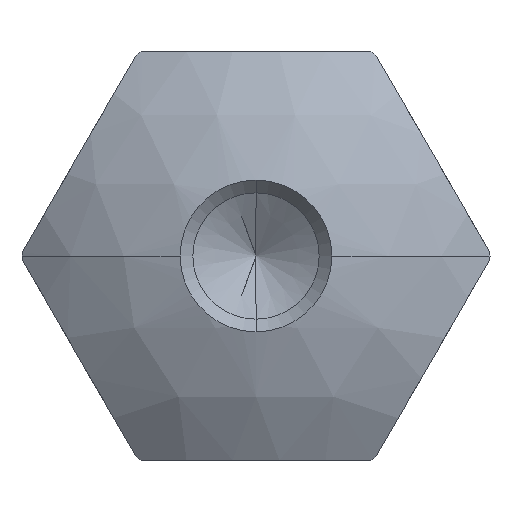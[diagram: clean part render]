
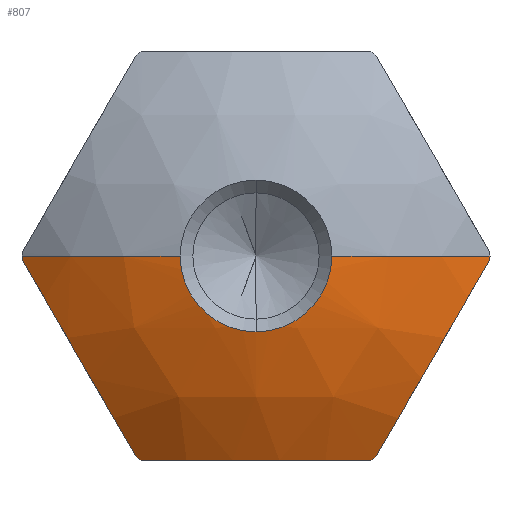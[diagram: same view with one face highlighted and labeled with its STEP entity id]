
A CAD part, front view. The second image highlights one B-rep face of the part: STEP entity #807.
In plain terms, the highlighted spherical face has radius 20 mm.
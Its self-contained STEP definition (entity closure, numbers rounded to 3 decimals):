
#20 = DIRECTION ( 'NONE',  ( 1., 0., 0. ) ) ;
#25 = CARTESIAN_POINT ( 'NONE',  ( 0., 2.596, -11. ) ) ;
#38 = VERTEX_POINT ( 'NONE', #748 ) ;
#49 = EDGE_CURVE ( 'NONE', #88, #463, #1269, .T. ) ;
#57 = AXIS2_PLACEMENT_3D ( 'NONE', #488, #1162, #592 ) ;
#88 = VERTEX_POINT ( 'NONE', #810 ) ;
#107 = DIRECTION ( 'NONE',  ( 0., 0., -1. ) ) ;
#143 = VERTEX_POINT ( 'NONE', #713 ) ;
#144 = CIRCLE ( 'NONE', #600, 4.083 ) ;
#159 = EDGE_CURVE ( 'NONE', #687, #605, #196, .T. ) ;
#160 = CARTESIAN_POINT ( 'NONE',  ( 0., -12.936, 0. ) ) ;
#165 = VERTEX_POINT ( 'NONE', #420 ) ;
#166 = CARTESIAN_POINT ( 'NONE',  ( 12.6, -12.936, 0. ) ) ;
#183 = CARTESIAN_POINT ( 'NONE',  ( -4.083, -16.983, 0. ) ) ;
#196 = CIRCLE ( 'NONE', #1013, 20. ) ;
#208 = ORIENTED_EDGE ( 'NONE', *, *, #49, .T. ) ;
#219 = DIRECTION ( 'NONE',  ( -1., 0., 0. ) ) ;
#224 = DIRECTION ( 'NONE',  ( 0., 0., -1. ) ) ;
#252 = CIRCLE ( 'NONE', #495, 12.6 ) ;
#264 = DIRECTION ( 'NONE',  ( 0., 0., -1. ) ) ;
#275 = ORIENTED_EDGE ( 'NONE', *, *, #353, .F. ) ;
#301 = CARTESIAN_POINT ( 'NONE',  ( 0., 2.596, 0. ) ) ;
#326 = EDGE_CURVE ( 'NONE', #504, #463, #681, .T. ) ;
#353 = EDGE_CURVE ( 'NONE', #664, #897, #937, .T. ) ;
#376 = CARTESIAN_POINT ( 'NONE',  ( -9.526, 2.596, -5.5 ) ) ;
#381 = CARTESIAN_POINT ( 'NONE',  ( 6.145, -12.936, -11. ) ) ;
#391 = DIRECTION ( 'NONE',  ( 0., 1., 0. ) ) ;
#398 = CARTESIAN_POINT ( 'NONE',  ( 0., -16.983, 0. ) ) ;
#407 = AXIS2_PLACEMENT_3D ( 'NONE', #1065, #1159, #1250 ) ;
#420 = CARTESIAN_POINT ( 'NONE',  ( -12.599, -12.936, -0.178 ) ) ;
#423 = ORIENTED_EDGE ( 'NONE', *, *, #841, .T. ) ;
#432 = FACE_OUTER_BOUND ( 'NONE', #747, .T. ) ;
#463 = VERTEX_POINT ( 'NONE', #662 ) ;
#471 = DIRECTION ( 'NONE',  ( -0.5, 0., 0.866 ) ) ;
#488 = CARTESIAN_POINT ( 'NONE',  ( 9.526, 2.596, -5.5 ) ) ;
#493 = AXIS2_PLACEMENT_3D ( 'NONE', #376, #1052, #471 ) ;
#495 = AXIS2_PLACEMENT_3D ( 'NONE', #1273, #722, #107 ) ;
#497 = DIRECTION ( 'NONE',  ( 0., 0., 1. ) ) ;
#501 = EDGE_CURVE ( 'NONE', #605, #38, #144, .T. ) ;
#503 = CARTESIAN_POINT ( 'NONE',  ( 12.599, -12.936, -0.178 ) ) ;
#504 = VERTEX_POINT ( 'NONE', #381 ) ;
#506 = CIRCLE ( 'NONE', #898, 12.6 ) ;
#529 = EDGE_CURVE ( 'NONE', #504, #143, #252, .T. ) ;
#539 = CIRCLE ( 'NONE', #493, 16.703 ) ;
#562 = ORIENTED_EDGE ( 'NONE', *, *, #622, .T. ) ;
#580 = CARTESIAN_POINT ( 'NONE',  ( 0., -12.936, 0. ) ) ;
#591 = ORIENTED_EDGE ( 'NONE', *, *, #738, .F. ) ;
#592 = DIRECTION ( 'NONE',  ( -0.5, 0., -0.866 ) ) ;
#600 = AXIS2_PLACEMENT_3D ( 'NONE', #980, #391, #1064 ) ;
#604 = AXIS2_PLACEMENT_3D ( 'NONE', #398, #1075, #497 ) ;
#605 = VERTEX_POINT ( 'NONE', #1044 ) ;
#622 = EDGE_CURVE ( 'NONE', #664, #165, #857, .T. ) ;
#623 = ORIENTED_EDGE ( 'NONE', *, *, #1006, .F. ) ;
#628 = AXIS2_PLACEMENT_3D ( 'NONE', #25, #1097, #640 ) ;
#635 = DIRECTION ( 'NONE',  ( 0., 0., 1. ) ) ;
#640 = DIRECTION ( 'NONE',  ( -1., 0., 0. ) ) ;
#662 = CARTESIAN_POINT ( 'NONE',  ( -6.145, -12.936, -11. ) ) ;
#664 = VERTEX_POINT ( 'NONE', #777 ) ;
#676 = CIRCLE ( 'NONE', #604, 4.083 ) ;
#681 = CIRCLE ( 'NONE', #628, 16.703 ) ;
#687 = VERTEX_POINT ( 'NONE', #166 ) ;
#689 = DIRECTION ( 'NONE',  ( 0., 0., -1. ) ) ;
#705 = AXIS2_PLACEMENT_3D ( 'NONE', #1195, #635, #20 ) ;
#711 = SPHERICAL_SURFACE ( 'NONE', #407, 20. ) ;
#713 = CARTESIAN_POINT ( 'NONE',  ( 6.454, -12.936, -10.822 ) ) ;
#722 = DIRECTION ( 'NONE',  ( 0., -1., 0. ) ) ;
#738 = EDGE_CURVE ( 'NONE', #930, #143, #1253, .T. ) ;
#747 = EDGE_LOOP ( 'NONE', ( #774, #1265, #1154, #423, #275, #562, #623, #208, #1141, #1251, #591 ) ) ;
#748 = CARTESIAN_POINT ( 'NONE',  ( 0., -16.983, -4.083 ) ) ;
#774 = ORIENTED_EDGE ( 'NONE', *, *, #1046, .T. ) ;
#777 = CARTESIAN_POINT ( 'NONE',  ( -12.6, -12.936, 0. ) ) ;
#807 = ADVANCED_FACE ( 'NONE', ( #432 ), #711, .T. ) ;
#810 = CARTESIAN_POINT ( 'NONE',  ( -6.454, -12.936, -10.822 ) ) ;
#815 = DIRECTION ( 'NONE',  ( 0., -1., 0. ) ) ;
#841 = EDGE_CURVE ( 'NONE', #38, #897, #676, .T. ) ;
#857 = CIRCLE ( 'NONE', #1015, 12.6 ) ;
#876 = DIRECTION ( 'NONE',  ( 0., -1., 0. ) ) ;
#897 = VERTEX_POINT ( 'NONE', #183 ) ;
#898 = AXIS2_PLACEMENT_3D ( 'NONE', #580, #1242, #689 ) ;
#900 = AXIS2_PLACEMENT_3D ( 'NONE', #1001, #815, #913 ) ;
#913 = DIRECTION ( 'NONE',  ( 0., 0., -1. ) ) ;
#930 = VERTEX_POINT ( 'NONE', #503 ) ;
#937 = CIRCLE ( 'NONE', #705, 20. ) ;
#980 = CARTESIAN_POINT ( 'NONE',  ( 0., -16.983, 0. ) ) ;
#1001 = CARTESIAN_POINT ( 'NONE',  ( 0., -12.936, 0. ) ) ;
#1006 = EDGE_CURVE ( 'NONE', #88, #165, #539, .T. ) ;
#1013 = AXIS2_PLACEMENT_3D ( 'NONE', #301, #224, #219 ) ;
#1015 = AXIS2_PLACEMENT_3D ( 'NONE', #160, #876, #264 ) ;
#1044 = CARTESIAN_POINT ( 'NONE',  ( 4.083, -16.983, 0. ) ) ;
#1046 = EDGE_CURVE ( 'NONE', #930, #687, #506, .T. ) ;
#1052 = DIRECTION ( 'NONE',  ( -0.866, 0., -0.5 ) ) ;
#1064 = DIRECTION ( 'NONE',  ( 0., 0., 1. ) ) ;
#1065 = CARTESIAN_POINT ( 'NONE',  ( 0., 2.596, 0. ) ) ;
#1075 = DIRECTION ( 'NONE',  ( 0., 1., 0. ) ) ;
#1097 = DIRECTION ( 'NONE',  ( 0., 0., -1. ) ) ;
#1141 = ORIENTED_EDGE ( 'NONE', *, *, #326, .F. ) ;
#1154 = ORIENTED_EDGE ( 'NONE', *, *, #501, .T. ) ;
#1159 = DIRECTION ( 'NONE',  ( 0., 0., -1. ) ) ;
#1162 = DIRECTION ( 'NONE',  ( 0.866, 0., -0.5 ) ) ;
#1195 = CARTESIAN_POINT ( 'NONE',  ( 0., 2.596, 0. ) ) ;
#1242 = DIRECTION ( 'NONE',  ( 0., -1., 0. ) ) ;
#1250 = DIRECTION ( 'NONE',  ( -1., 0., 0. ) ) ;
#1251 = ORIENTED_EDGE ( 'NONE', *, *, #529, .T. ) ;
#1253 = CIRCLE ( 'NONE', #57, 16.703 ) ;
#1265 = ORIENTED_EDGE ( 'NONE', *, *, #159, .T. ) ;
#1269 = CIRCLE ( 'NONE', #900, 12.6 ) ;
#1273 = CARTESIAN_POINT ( 'NONE',  ( 0., -12.936, 0. ) ) ;
